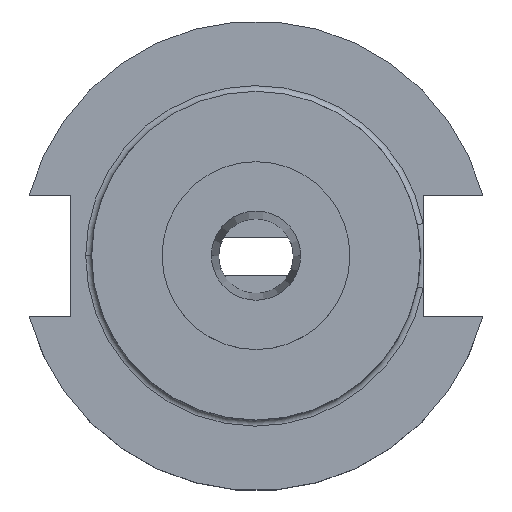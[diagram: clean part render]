
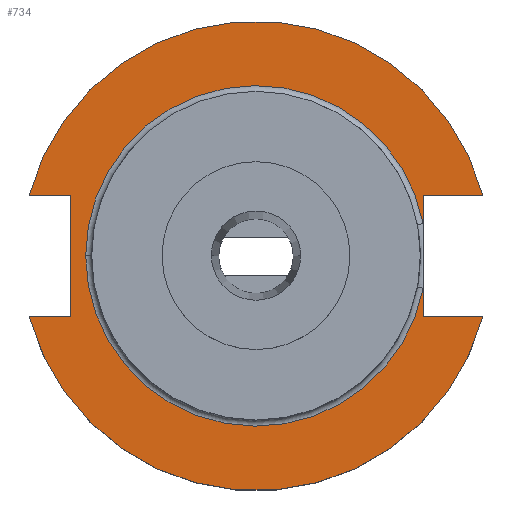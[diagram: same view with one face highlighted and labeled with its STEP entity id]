
A CAD part, top view. The second image highlights one B-rep face of the part: STEP entity #734.
In plain terms, the highlighted planar face has unit normal (0, 0, 1).
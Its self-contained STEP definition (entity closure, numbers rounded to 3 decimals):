
#5 = DIRECTION ( 'NONE',  ( -1., 0., 0. ) ) ;
#11 = DIRECTION ( 'NONE',  ( 0., 1., 0. ) ) ;
#27 = AXIS2_PLACEMENT_3D ( 'NONE', #351, #843, #2509 ) ;
#28 = VERTEX_POINT ( 'NONE', #2289 ) ;
#34 = DIRECTION ( 'NONE',  ( 0., -1., 0. ) ) ;
#55 = ORIENTED_EDGE ( 'NONE', *, *, #1040, .F. ) ;
#90 = ORIENTED_EDGE ( 'NONE', *, *, #2619, .T. ) ;
#279 = CARTESIAN_POINT ( 'NONE',  ( -61.091, 8.191, 19.05 ) ) ;
#319 = CARTESIAN_POINT ( 'NONE',  ( 0., 0., 19.05 ) ) ;
#332 = EDGE_CURVE ( 'NONE', #1300, #28, #1324, .T. ) ;
#336 = CARTESIAN_POINT ( 'NONE',  ( 0., 8.191, 19.05 ) ) ;
#337 = EDGE_CURVE ( 'NONE', #28, #1227, #2387, .T. ) ;
#351 = CARTESIAN_POINT ( 'NONE',  ( 0., 0., 19.05 ) ) ;
#375 = EDGE_CURVE ( 'NONE', #556, #527, #1826, .T. ) ;
#392 = ORIENTED_EDGE ( 'NONE', *, *, #375, .T. ) ;
#411 = VERTEX_POINT ( 'NONE', #1545 ) ;
#457 = ORIENTED_EDGE ( 'NONE', *, *, #504, .T. ) ;
#465 = CARTESIAN_POINT ( 'NONE',  ( 0., -8.191, 19.05 ) ) ;
#472 = CARTESIAN_POINT ( 'NONE',  ( 0., 0., 19.05 ) ) ;
#504 = EDGE_CURVE ( 'NONE', #2631, #1186, #2321, .T. ) ;
#527 = VERTEX_POINT ( 'NONE', #677 ) ;
#556 = VERTEX_POINT ( 'NONE', #826 ) ;
#602 = AXIS2_PLACEMENT_3D ( 'NONE', #2591, #1268, #5 ) ;
#611 = CARTESIAN_POINT ( 'NONE',  ( -23.025, 0., 19.05 ) ) ;
#656 = FACE_OUTER_BOUND ( 'NONE', #2696, .T. ) ;
#677 = CARTESIAN_POINT ( 'NONE',  ( 22.606, 8.191, 19.05 ) ) ;
#729 = VERTEX_POINT ( 'NONE', #2374 ) ;
#734 = ADVANCED_FACE ( 'NONE', ( #656 ), #1957, .F. ) ;
#793 = CARTESIAN_POINT ( 'NONE',  ( -61.091, -8.191, 19.05 ) ) ;
#826 = CARTESIAN_POINT ( 'NONE',  ( 22.606, 4.373, 19.05 ) ) ;
#843 = DIRECTION ( 'NONE',  ( 0., 0., -1. ) ) ;
#886 = DIRECTION ( 'NONE',  ( 1., 0., 0. ) ) ;
#892 = CARTESIAN_POINT ( 'NONE',  ( 22.606, -8.191, 19.05 ) ) ;
#1008 = DIRECTION ( 'NONE',  ( 1., 0., 0. ) ) ;
#1040 = EDGE_CURVE ( 'NONE', #2631, #527, #1481, .T. ) ;
#1049 = CIRCLE ( 'NONE', #1743, 31.75 ) ;
#1051 = DIRECTION ( 'NONE',  ( 0., 1., 0. ) ) ;
#1104 = CARTESIAN_POINT ( 'NONE',  ( 0., 0., 19.05 ) ) ;
#1115 = DIRECTION ( 'NONE',  ( 0., 0., 1. ) ) ;
#1154 = EDGE_CURVE ( 'NONE', #2759, #729, #1417, .T. ) ;
#1186 = VERTEX_POINT ( 'NONE', #1868 ) ;
#1227 = VERTEX_POINT ( 'NONE', #611 ) ;
#1265 = CARTESIAN_POINT ( 'NONE',  ( -25.091, 8.191, 19.05 ) ) ;
#1268 = DIRECTION ( 'NONE',  ( 0., 0., -1. ) ) ;
#1300 = VERTEX_POINT ( 'NONE', #892 ) ;
#1322 = VERTEX_POINT ( 'NONE', #1265 ) ;
#1324 = LINE ( 'NONE', #2571, #2288 ) ;
#1348 = VECTOR ( 'NONE', #34, 1000. ) ;
#1366 = ORIENTED_EDGE ( 'NONE', *, *, #1528, .T. ) ;
#1417 = LINE ( 'NONE', #793, #2593 ) ;
#1476 = LINE ( 'NONE', #465, #2135 ) ;
#1481 = LINE ( 'NONE', #336, #1933 ) ;
#1498 = EDGE_CURVE ( 'NONE', #1322, #729, #1930, .T. ) ;
#1503 = CARTESIAN_POINT ( 'NONE',  ( 22.606, 22.225, 19.05 ) ) ;
#1528 = EDGE_CURVE ( 'NONE', #1186, #1322, #2002, .T. ) ;
#1545 = CARTESIAN_POINT ( 'NONE',  ( 30.675, -8.191, 19.05 ) ) ;
#1617 = DIRECTION ( 'NONE',  ( 1., 0., 0. ) ) ;
#1664 = ORIENTED_EDGE ( 'NONE', *, *, #1498, .T. ) ;
#1743 = AXIS2_PLACEMENT_3D ( 'NONE', #319, #2477, #1617 ) ;
#1750 = CARTESIAN_POINT ( 'NONE',  ( -25.091, 8.191, 19.05 ) ) ;
#1776 = VECTOR ( 'NONE', #2248, 1000. ) ;
#1815 = EDGE_CURVE ( 'NONE', #1300, #411, #1476, .T. ) ;
#1826 = LINE ( 'NONE', #1503, #2218 ) ;
#1868 = CARTESIAN_POINT ( 'NONE',  ( -30.675, 8.191, 19.05 ) ) ;
#1876 = DIRECTION ( 'NONE',  ( -1., 0., 0. ) ) ;
#1893 = CARTESIAN_POINT ( 'NONE',  ( 30.675, 8.191, 19.05 ) ) ;
#1927 = ORIENTED_EDGE ( 'NONE', *, *, #332, .T. ) ;
#1930 = LINE ( 'NONE', #1750, #1348 ) ;
#1933 = VECTOR ( 'NONE', #1876, 1000. ) ;
#1957 = PLANE ( 'NONE',  #602 ) ;
#1974 = EDGE_CURVE ( 'NONE', #2759, #411, #1049, .T. ) ;
#1990 = CARTESIAN_POINT ( 'NONE',  ( -30.675, -8.191, 19.05 ) ) ;
#2002 = LINE ( 'NONE', #279, #1776 ) ;
#2135 = VECTOR ( 'NONE', #886, 1000. ) ;
#2137 = CIRCLE ( 'NONE', #2534, 23.025 ) ;
#2148 = ORIENTED_EDGE ( 'NONE', *, *, #1154, .F. ) ;
#2218 = VECTOR ( 'NONE', #11, 1000. ) ;
#2248 = DIRECTION ( 'NONE',  ( 1., 0., 0. ) ) ;
#2288 = VECTOR ( 'NONE', #1051, 1000. ) ;
#2289 = CARTESIAN_POINT ( 'NONE',  ( 22.606, -4.373, 19.05 ) ) ;
#2321 = CIRCLE ( 'NONE', #2653, 31.75 ) ;
#2374 = CARTESIAN_POINT ( 'NONE',  ( -25.091, -8.191, 19.05 ) ) ;
#2387 = CIRCLE ( 'NONE', #27, 23.025 ) ;
#2397 = DIRECTION ( 'NONE',  ( -1., 0., 0. ) ) ;
#2415 = DIRECTION ( 'NONE',  ( 0., 0., -1. ) ) ;
#2463 = ORIENTED_EDGE ( 'NONE', *, *, #337, .T. ) ;
#2477 = DIRECTION ( 'NONE',  ( 0., 0., 1. ) ) ;
#2509 = DIRECTION ( 'NONE',  ( -1., 0., 0. ) ) ;
#2534 = AXIS2_PLACEMENT_3D ( 'NONE', #1104, #2415, #2397 ) ;
#2571 = CARTESIAN_POINT ( 'NONE',  ( 22.606, 22.225, 19.05 ) ) ;
#2591 = CARTESIAN_POINT ( 'NONE',  ( 0., 22.225, 19.05 ) ) ;
#2593 = VECTOR ( 'NONE', #1008, 1000. ) ;
#2619 = EDGE_CURVE ( 'NONE', #1227, #556, #2137, .T. ) ;
#2629 = DIRECTION ( 'NONE',  ( 1., 0., 0. ) ) ;
#2631 = VERTEX_POINT ( 'NONE', #1893 ) ;
#2633 = ORIENTED_EDGE ( 'NONE', *, *, #1974, .T. ) ;
#2653 = AXIS2_PLACEMENT_3D ( 'NONE', #472, #1115, #2629 ) ;
#2696 = EDGE_LOOP ( 'NONE', ( #1927, #2463, #90, #392, #55, #457, #1366, #1664, #2148, #2633, #2765 ) ) ;
#2759 = VERTEX_POINT ( 'NONE', #1990 ) ;
#2765 = ORIENTED_EDGE ( 'NONE', *, *, #1815, .F. ) ;
